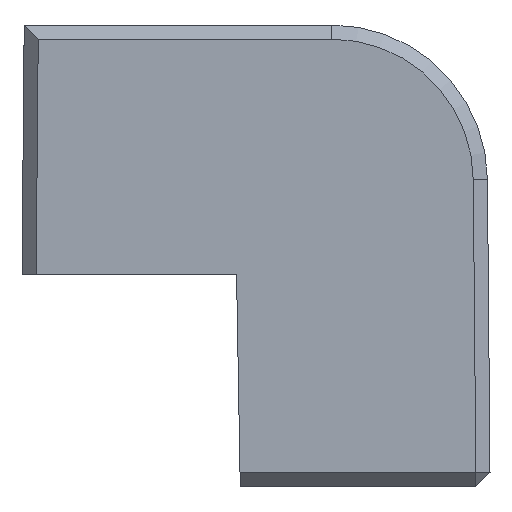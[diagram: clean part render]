
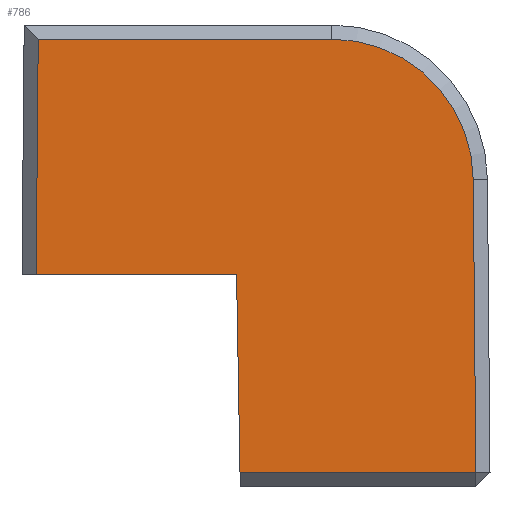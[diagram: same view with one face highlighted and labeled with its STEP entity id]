
A CAD part, left-side view. The second image highlights one B-rep face of the part: STEP entity #786.
In plain terms, the highlighted planar face has unit normal (-1, 0, 0).
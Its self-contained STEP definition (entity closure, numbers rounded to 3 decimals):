
#640=AXIS2_PLACEMENT_3D('Circle Axis2P3D',#638,#639,$) ;
#763=AXIS2_PLACEMENT_3D('Plane Axis2P3D',#760,#761,#762) ;
#520=CARTESIAN_POINT('Vertex',(-13.411,-67.229,11.2)) ;
#532=CARTESIAN_POINT('Vertex',(-13.411,-78.552,11.2)) ;
#535=CARTESIAN_POINT('Line Origine',(-13.411,-72.89,11.2)) ;
#635=CARTESIAN_POINT('Vertex',(-13.411,-83.928,24.5)) ;
#638=CARTESIAN_POINT('Axis2P3D Location',(-13.411,-83.928,16.5)) ;
#642=CARTESIAN_POINT('Vertex',(-13.411,-91.928,16.57)) ;
#665=CARTESIAN_POINT('Vertex',(-13.411,-67.345,24.5)) ;
#668=CARTESIAN_POINT('Line Origine',(-13.411,-67.238,12.25)) ;
#685=CARTESIAN_POINT('Line Origine',(-13.411,-79.654,24.5)) ;
#737=CARTESIAN_POINT('Vertex',(-13.411,-78.747,0.)) ;
#742=CARTESIAN_POINT('Line Origine',(-13.411,-78.65,5.6)) ;
#760=CARTESIAN_POINT('Axis2P3D Location',(-13.411,0.,0.)) ;
#765=CARTESIAN_POINT('Line Origine',(-13.411,-85.41,0.)) ;
#769=CARTESIAN_POINT('Vertex',(-13.411,-92.073,0.)) ;
#772=CARTESIAN_POINT('Line Origine',(-13.411,-92.,8.285)) ;
#536=DIRECTION('Vector Direction',(0.,-1.,0.)) ;
#639=DIRECTION('Axis2P3D Direction',(1.,0.,0.)) ;
#669=DIRECTION('Vector Direction',(0.,0.009,-1.)) ;
#686=DIRECTION('Vector Direction',(0.,1.,0.)) ;
#743=DIRECTION('Vector Direction',(0.,-0.017,-1.)) ;
#761=DIRECTION('Axis2P3D Direction',(1.,0.,0.)) ;
#762=DIRECTION('Axis2P3D XDirection',(0.,1.,0.)) ;
#766=DIRECTION('Vector Direction',(0.,-1.,0.)) ;
#773=DIRECTION('Vector Direction',(0.,0.009,1.)) ;
#537=VECTOR('Line Direction',#536,1.) ;
#670=VECTOR('Line Direction',#669,1.) ;
#687=VECTOR('Line Direction',#686,1.) ;
#744=VECTOR('Line Direction',#743,1.) ;
#767=VECTOR('Line Direction',#766,1.) ;
#774=VECTOR('Line Direction',#773,1.) ;
#778=ORIENTED_EDGE('',*,*,#771,.F.) ;
#779=ORIENTED_EDGE('',*,*,#776,.F.) ;
#780=ORIENTED_EDGE('',*,*,#644,.F.) ;
#781=ORIENTED_EDGE('',*,*,#689,.F.) ;
#782=ORIENTED_EDGE('',*,*,#672,.F.) ;
#783=ORIENTED_EDGE('',*,*,#539,.F.) ;
#784=ORIENTED_EDGE('',*,*,#746,.F.) ;
#786=ADVANCED_FACE('Body.2',(#785),#764,.F.) ;
#641=CIRCLE('generated circle',#640,8.) ;
#539=EDGE_CURVE('',#533,#521,#538,.F.) ;
#644=EDGE_CURVE('',#636,#643,#641,.T.) ;
#672=EDGE_CURVE('',#521,#666,#671,.F.) ;
#689=EDGE_CURVE('',#666,#636,#688,.F.) ;
#746=EDGE_CURVE('',#738,#533,#745,.F.) ;
#771=EDGE_CURVE('',#770,#738,#768,.F.) ;
#776=EDGE_CURVE('',#643,#770,#775,.F.) ;
#777=EDGE_LOOP('',(#778,#779,#780,#781,#782,#783,#784)) ;
#785=FACE_OUTER_BOUND('',#777,.T.) ;
#538=LINE('Line',#535,#537) ;
#671=LINE('Line',#668,#670) ;
#688=LINE('Line',#685,#687) ;
#745=LINE('Line',#742,#744) ;
#768=LINE('Line',#765,#767) ;
#775=LINE('Line',#772,#774) ;
#764=PLANE('',#763) ;
#521=VERTEX_POINT('',#520) ;
#533=VERTEX_POINT('',#532) ;
#636=VERTEX_POINT('',#635) ;
#643=VERTEX_POINT('',#642) ;
#666=VERTEX_POINT('',#665) ;
#738=VERTEX_POINT('',#737) ;
#770=VERTEX_POINT('',#769) ;
